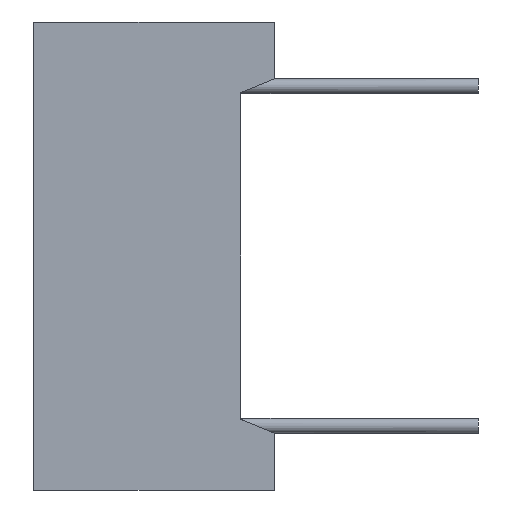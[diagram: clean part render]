
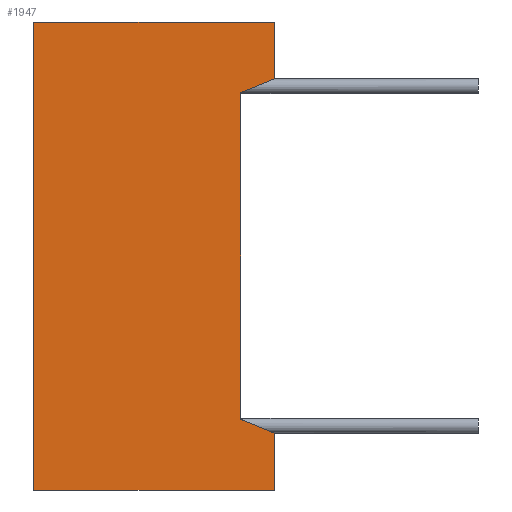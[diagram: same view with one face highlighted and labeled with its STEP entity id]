
A CAD part, left-side view. The second image highlights one B-rep face of the part: STEP entity #1947.
In plain terms, the highlighted planar face has unit normal (-1, 0, 0).
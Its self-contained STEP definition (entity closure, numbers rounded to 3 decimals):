
#36 = ORIENTED_EDGE ( 'NONE', *, *, #4006, .F. ) ;
#310 = DIRECTION ( 'NONE',  ( 0., 0., 1. ) ) ;
#356 = LINE ( 'NONE', #4690, #4157 ) ;
#511 = VECTOR ( 'NONE', #700, 1000. ) ;
#529 = ORIENTED_EDGE ( 'NONE', *, *, #2757, .F. ) ;
#552 = ORIENTED_EDGE ( 'NONE', *, *, #3532, .F. ) ;
#615 = CARTESIAN_POINT ( 'NONE',  ( -11.25, -6.2, 4.891 ) ) ;
#644 = LINE ( 'NONE', #4452, #1637 ) ;
#684 = CARTESIAN_POINT ( 'NONE',  ( -11.25, -2.85, 3.503 ) ) ;
#700 = DIRECTION ( 'NONE',  ( 0., 1., 0. ) ) ;
#740 = FACE_OUTER_BOUND ( 'NONE', #3465, .T. ) ;
#759 = VERTEX_POINT ( 'NONE', #2430 ) ;
#874 = ORIENTED_EDGE ( 'NONE', *, *, #2904, .F. ) ;
#1040 = CARTESIAN_POINT ( 'NONE',  ( -11.25, -7.799, -5.553 ) ) ;
#1091 = DIRECTION ( 'NONE',  ( 0., 1., 0. ) ) ;
#1173 = VERTEX_POINT ( 'NONE', #3539 ) ;
#1263 = CARTESIAN_POINT ( 'NONE',  ( -11.25, 0., -7. ) ) ;
#1280 = VERTEX_POINT ( 'NONE', #1572 ) ;
#1315 = EDGE_CURVE ( 'NONE', #3141, #759, #2356, .T. ) ;
#1489 = LINE ( 'NONE', #1797, #511 ) ;
#1572 = CARTESIAN_POINT ( 'NONE',  ( -11.25, 0., -7. ) ) ;
#1637 = VECTOR ( 'NONE', #2261, 1000. ) ;
#1687 = VECTOR ( 'NONE', #2889, 1000. ) ;
#1745 = AXIS2_PLACEMENT_3D ( 'NONE', #3978, #2531, #310 ) ;
#1797 = CARTESIAN_POINT ( 'NONE',  ( -11.25, -7.2, 7. ) ) ;
#1947 = ADVANCED_FACE ( 'NONE', ( #740 ), #2155, .T. ) ;
#1970 = EDGE_CURVE ( 'NONE', #759, #2034, #1489, .T. ) ;
#2034 = VERTEX_POINT ( 'NONE', #2596 ) ;
#2052 = CARTESIAN_POINT ( 'NONE',  ( -11.25, -7.2, -5.305 ) ) ;
#2091 = VECTOR ( 'NONE', #1091, 1000. ) ;
#2118 = VERTEX_POINT ( 'NONE', #2052 ) ;
#2155 = PLANE ( 'NONE',  #1745 ) ;
#2231 = VECTOR ( 'NONE', #3676, 1000. ) ;
#2261 = DIRECTION ( 'NONE',  ( 0., 0., -1. ) ) ;
#2356 = LINE ( 'NONE', #4508, #2231 ) ;
#2430 = CARTESIAN_POINT ( 'NONE',  ( -11.25, -7.2, 7. ) ) ;
#2531 = DIRECTION ( 'NONE',  ( -1., 0., 0. ) ) ;
#2538 = ORIENTED_EDGE ( 'NONE', *, *, #3644, .F. ) ;
#2596 = CARTESIAN_POINT ( 'NONE',  ( -11.25, 0., 7. ) ) ;
#2637 = ORIENTED_EDGE ( 'NONE', *, *, #3489, .T. ) ;
#2718 = VERTEX_POINT ( 'NONE', #2875 ) ;
#2757 = EDGE_CURVE ( 'NONE', #2718, #2118, #3080, .T. ) ;
#2875 = CARTESIAN_POINT ( 'NONE',  ( -11.25, -6.2, -4.891 ) ) ;
#2889 = DIRECTION ( 'NONE',  ( 0., 0.924, -0.383 ) ) ;
#2904 = EDGE_CURVE ( 'NONE', #1280, #2034, #3026, .T. ) ;
#3026 = LINE ( 'NONE', #1263, #4109 ) ;
#3066 = LINE ( 'NONE', #4010, #2091 ) ;
#3080 = LINE ( 'NONE', #1040, #3840 ) ;
#3141 = VERTEX_POINT ( 'NONE', #3302 ) ;
#3302 = CARTESIAN_POINT ( 'NONE',  ( -11.25, -7.2, 5.305 ) ) ;
#3465 = EDGE_LOOP ( 'NONE', ( #529, #2538, #36, #4678, #4231, #874, #552, #2637 ) ) ;
#3489 = EDGE_CURVE ( 'NONE', #1173, #2118, #356, .T. ) ;
#3523 = LINE ( 'NONE', #684, #1687 ) ;
#3532 = EDGE_CURVE ( 'NONE', #1173, #1280, #3066, .T. ) ;
#3539 = CARTESIAN_POINT ( 'NONE',  ( -11.25, -7.2, -7. ) ) ;
#3623 = DIRECTION ( 'NONE',  ( 0., 0., 1. ) ) ;
#3644 = EDGE_CURVE ( 'NONE', #3869, #2718, #644, .T. ) ;
#3676 = DIRECTION ( 'NONE',  ( 0., 0., 1. ) ) ;
#3840 = VECTOR ( 'NONE', #4346, 1000. ) ;
#3848 = DIRECTION ( 'NONE',  ( 0., 0., 1. ) ) ;
#3869 = VERTEX_POINT ( 'NONE', #615 ) ;
#3978 = CARTESIAN_POINT ( 'NONE',  ( -11.25, -7.2, -7. ) ) ;
#4006 = EDGE_CURVE ( 'NONE', #3141, #3869, #3523, .T. ) ;
#4010 = CARTESIAN_POINT ( 'NONE',  ( -11.25, -7.2, -7. ) ) ;
#4109 = VECTOR ( 'NONE', #3848, 1000. ) ;
#4157 = VECTOR ( 'NONE', #3623, 1000. ) ;
#4231 = ORIENTED_EDGE ( 'NONE', *, *, #1970, .T. ) ;
#4346 = DIRECTION ( 'NONE',  ( 0., -0.924, -0.383 ) ) ;
#4452 = CARTESIAN_POINT ( 'NONE',  ( -11.25, -6.2, -7. ) ) ;
#4508 = CARTESIAN_POINT ( 'NONE',  ( -11.25, -7.2, -7. ) ) ;
#4678 = ORIENTED_EDGE ( 'NONE', *, *, #1315, .T. ) ;
#4690 = CARTESIAN_POINT ( 'NONE',  ( -11.25, -7.2, -7. ) ) ;
